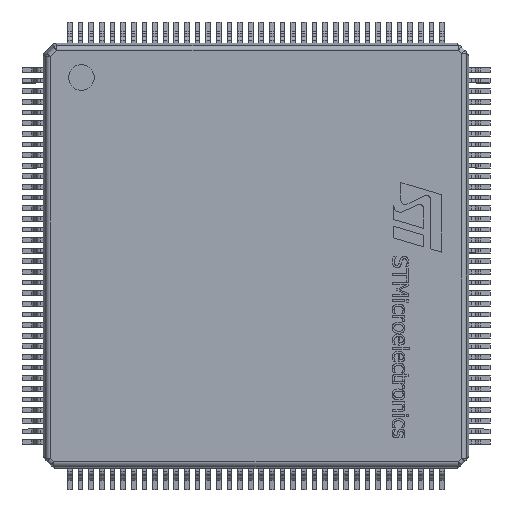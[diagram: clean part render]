
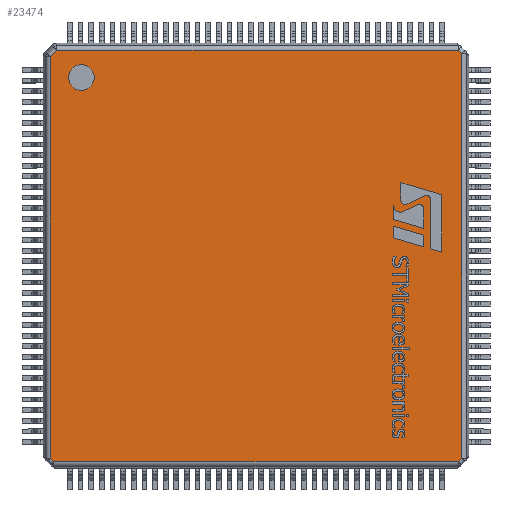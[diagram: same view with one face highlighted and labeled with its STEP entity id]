
A CAD part, top view. The second image highlights one B-rep face of the part: STEP entity #23474.
In plain terms, the highlighted planar face has unit normal (0, 0, 1).
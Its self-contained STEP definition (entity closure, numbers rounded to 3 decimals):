
#379=PLANE('',#25032);
#1589=LINE('',#33532,#4186);
#1591=LINE('',#33539,#4188);
#1592=LINE('',#33545,#4189);
#1594=LINE('',#33552,#4191);
#1595=LINE('',#33554,#4192);
#1599=LINE('',#33560,#4196);
#1601=LINE('',#33563,#4198);
#1605=LINE('',#33569,#4202);
#4186=VECTOR('',#27099,19.055);
#4188=VECTOR('',#27109,18.903);
#4189=VECTOR('',#27118,0.229);
#4191=VECTOR('',#27128,19.055);
#4192=VECTOR('',#27131,0.229);
#4196=VECTOR('',#27139,0.444);
#4198=VECTOR('',#27143,0.229);
#4202=VECTOR('',#27151,18.903);
#7150=FACE_OUTER_BOUND('',#8534,.T.);
#8534=EDGE_LOOP('',(#16632,#16633,#16634,#16635,#16636,#16637,#16638,#16639));
#10568=VERTEX_POINT('',#33492);
#10571=VERTEX_POINT('',#33499);
#10578=VERTEX_POINT('',#33516);
#10579=VERTEX_POINT('',#33520);
#10582=VERTEX_POINT('',#33527);
#10583=VERTEX_POINT('',#33534);
#10584=VERTEX_POINT('',#33541);
#10585=VERTEX_POINT('',#33547);
#12955=EDGE_CURVE('',#10582,#10578,#1589,.T.);
#12959=EDGE_CURVE('',#10579,#10583,#1591,.T.);
#12962=EDGE_CURVE('',#10584,#10582,#1592,.T.);
#12966=EDGE_CURVE('',#10585,#10584,#1594,.T.);
#12967=EDGE_CURVE('',#10583,#10585,#1595,.T.);
#12971=EDGE_CURVE('',#10571,#10579,#1599,.T.);
#12973=EDGE_CURVE('',#10578,#10568,#1601,.T.);
#12977=EDGE_CURVE('',#10568,#10571,#1605,.T.);
#16632=ORIENTED_EDGE('',*,*,#12959,.F.);
#16633=ORIENTED_EDGE('',*,*,#12971,.F.);
#16634=ORIENTED_EDGE('',*,*,#12977,.F.);
#16635=ORIENTED_EDGE('',*,*,#12973,.F.);
#16636=ORIENTED_EDGE('',*,*,#12955,.F.);
#16637=ORIENTED_EDGE('',*,*,#12962,.F.);
#16638=ORIENTED_EDGE('',*,*,#12966,.F.);
#16639=ORIENTED_EDGE('',*,*,#12967,.F.);
#23474=ADVANCED_FACE('',(#7150),#379,.T.);
#25032=AXIS2_PLACEMENT_3D('',#33587,#27177,#27178);
#27099=DIRECTION('',(-1.,0.,0.));
#27109=DIRECTION('',(1.,0.,0.));
#27118=DIRECTION('',(-0.707,-0.707,0.));
#27128=DIRECTION('',(0.,-1.,0.));
#27131=DIRECTION('',(0.707,-0.707,0.));
#27139=DIRECTION('',(0.707,0.707,0.));
#27143=DIRECTION('',(-0.707,0.707,0.));
#27151=DIRECTION('',(0.,1.,0.));
#27177=DIRECTION('center_axis',(0.,0.,1.));
#27178=DIRECTION('ref_axis',(1.,0.,0.));
#33492=CARTESIAN_POINT('',(-9.689,-9.528,1.45));
#33499=CARTESIAN_POINT('',(-9.689,9.375,1.45));
#33516=CARTESIAN_POINT('',(-9.528,-9.689,1.45));
#33520=CARTESIAN_POINT('',(-9.375,9.689,1.45));
#33527=CARTESIAN_POINT('',(9.528,-9.689,1.45));
#33532=CARTESIAN_POINT('',(-2.5,-9.689,1.45));
#33534=CARTESIAN_POINT('',(9.528,9.689,1.45));
#33539=CARTESIAN_POINT('',(2.5,9.689,1.45));
#33541=CARTESIAN_POINT('',(9.689,-9.528,1.45));
#33545=CARTESIAN_POINT('',(9.609,-9.609,1.45));
#33547=CARTESIAN_POINT('',(9.689,9.528,1.45));
#33552=CARTESIAN_POINT('',(9.689,-2.5,1.45));
#33554=CARTESIAN_POINT('',(9.609,9.609,1.45));
#33560=CARTESIAN_POINT('',(-9.532,9.532,1.45));
#33563=CARTESIAN_POINT('',(-9.609,-9.609,1.45));
#33569=CARTESIAN_POINT('',(-9.689,2.5,1.45));
#33587=CARTESIAN_POINT('Origin',(0.,0.,1.45));
